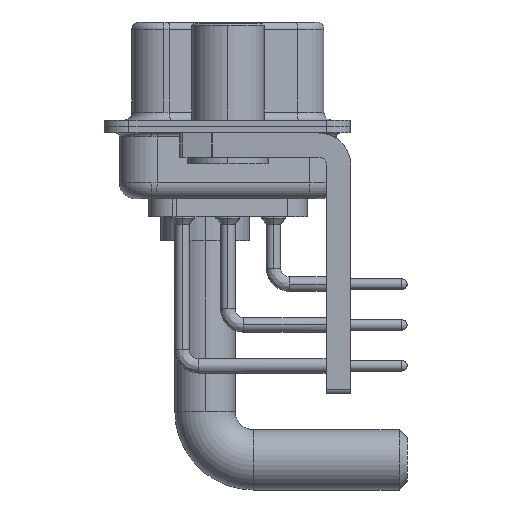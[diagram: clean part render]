
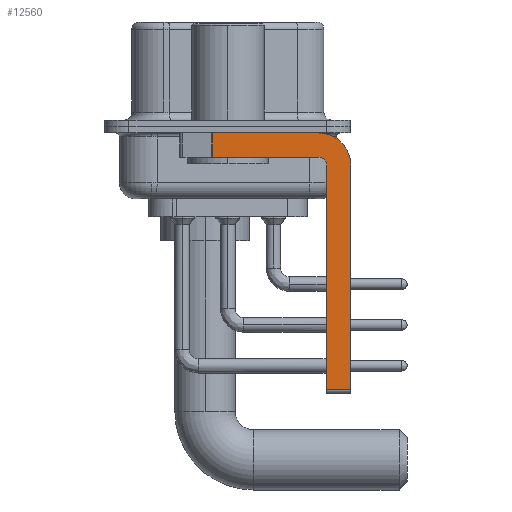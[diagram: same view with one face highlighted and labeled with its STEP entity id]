
A CAD part, left-side view. The second image highlights one B-rep face of the part: STEP entity #12560.
In plain terms, the highlighted planar face has unit normal (-1, 0, 0).
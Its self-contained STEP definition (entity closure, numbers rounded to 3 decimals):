
#89 = DIRECTION ( 'NONE',  ( 0., 0., 1. ) ) ;
#433 = CARTESIAN_POINT ( 'NONE',  ( -2.9, 0.978, -1.9 ) ) ;
#810 = DIRECTION ( 'NONE',  ( 0., -1., 0. ) ) ;
#1035 = DIRECTION ( 'NONE',  ( -1., 0., 0. ) ) ;
#2326 = DIRECTION ( 'NONE',  ( 0., 1., 0. ) ) ;
#2605 = ORIENTED_EDGE ( 'NONE', *, *, #35153, .F. ) ;
#3100 = CARTESIAN_POINT ( 'NONE',  ( -2.9, 0.978, -0.4 ) ) ;
#3437 = ORIENTED_EDGE ( 'NONE', *, *, #3500, .T. ) ;
#3500 = EDGE_CURVE ( 'NONE', #12163, #8892, #18402, .T. ) ;
#3931 = VERTEX_POINT ( 'NONE', #5659 ) ;
#4279 = CARTESIAN_POINT ( 'NONE',  ( -2.9, -5.65, -2.4 ) ) ;
#4366 = LINE ( 'NONE', #20133, #18598 ) ;
#4754 = EDGE_CURVE ( 'NONE', #24092, #8892, #26831, .T. ) ;
#5659 = CARTESIAN_POINT ( 'NONE',  ( -2.9, -5.65, -1.9 ) ) ;
#5682 = DIRECTION ( 'NONE',  ( 0., 0., -1. ) ) ;
#5867 = AXIS2_PLACEMENT_3D ( 'NONE', #30806, #1035, #36910 ) ;
#5914 = DIRECTION ( 'NONE',  ( 0., 0., -1. ) ) ;
#6478 = VECTOR ( 'NONE', #30899, 1000. ) ;
#7586 = AXIS2_PLACEMENT_3D ( 'NONE', #11381, #14919, #5914 ) ;
#8300 = EDGE_CURVE ( 'NONE', #12163, #32180, #33193, .T. ) ;
#8892 = VERTEX_POINT ( 'NONE', #11544 ) ;
#9605 = CIRCLE ( 'NONE', #5867, 0.5 ) ;
#9614 = ORIENTED_EDGE ( 'NONE', *, *, #4754, .F. ) ;
#10905 = DIRECTION ( 'NONE',  ( 1., 0., 0. ) ) ;
#10910 = VECTOR ( 'NONE', #810, 1000. ) ;
#11381 = CARTESIAN_POINT ( 'NONE',  ( -2.9, -5.65, -2.4 ) ) ;
#11544 = CARTESIAN_POINT ( 'NONE',  ( -2.9, -7.65, -16.35 ) ) ;
#12163 = VERTEX_POINT ( 'NONE', #13926 ) ;
#12441 = CARTESIAN_POINT ( 'NONE',  ( -2.9, -6.15, -16.6 ) ) ;
#12560 = ADVANCED_FACE ( 'NONE', ( #22870 ), #28353, .F. ) ;
#13262 = DIRECTION ( 'NONE',  ( 0., 0., -1. ) ) ;
#13381 = VECTOR ( 'NONE', #5682, 1000. ) ;
#13926 = CARTESIAN_POINT ( 'NONE',  ( -2.9, -6.15, -16.35 ) ) ;
#14702 = CARTESIAN_POINT ( 'NONE',  ( -2.9, -5.65, -16.35 ) ) ;
#14919 = DIRECTION ( 'NONE',  ( 1., 0., 0. ) ) ;
#15312 = EDGE_CURVE ( 'NONE', #16830, #24092, #24479, .T. ) ;
#15980 = VERTEX_POINT ( 'NONE', #3100 ) ;
#16811 = ORIENTED_EDGE ( 'NONE', *, *, #18498, .F. ) ;
#16830 = VERTEX_POINT ( 'NONE', #17666 ) ;
#17285 = CARTESIAN_POINT ( 'NONE',  ( -2.9, -6.15, -2.4 ) ) ;
#17666 = CARTESIAN_POINT ( 'NONE',  ( -2.9, -5.65, -0.4 ) ) ;
#17943 = ORIENTED_EDGE ( 'NONE', *, *, #8300, .F. ) ;
#18222 = VERTEX_POINT ( 'NONE', #433 ) ;
#18402 = LINE ( 'NONE', #14702, #20782 ) ;
#18498 = EDGE_CURVE ( 'NONE', #15980, #16830, #31177, .T. ) ;
#18598 = VECTOR ( 'NONE', #2326, 1000. ) ;
#18943 = CARTESIAN_POINT ( 'NONE',  ( -2.9, 0.978, -1.9 ) ) ;
#20133 = CARTESIAN_POINT ( 'NONE',  ( -2.9, -5.65, -1.9 ) ) ;
#20782 = VECTOR ( 'NONE', #24304, 1000. ) ;
#21324 = CARTESIAN_POINT ( 'NONE',  ( -2.9, -7.65, -2.4 ) ) ;
#22870 = FACE_OUTER_BOUND ( 'NONE', #26631, .T. ) ;
#24092 = VERTEX_POINT ( 'NONE', #31788 ) ;
#24304 = DIRECTION ( 'NONE',  ( 0., -1., 0. ) ) ;
#24479 = CIRCLE ( 'NONE', #7586, 2. ) ;
#24965 = AXIS2_PLACEMENT_3D ( 'NONE', #4279, #10905, #13262 ) ;
#26443 = ORIENTED_EDGE ( 'NONE', *, *, #31472, .T. ) ;
#26631 = EDGE_LOOP ( 'NONE', ( #16811, #26443, #2605, #36617, #17943, #3437, #9614, #30690 ) ) ;
#26831 = LINE ( 'NONE', #21324, #13381 ) ;
#27861 = CARTESIAN_POINT ( 'NONE',  ( -2.9, 3., -0.4 ) ) ;
#27911 = VECTOR ( 'NONE', #89, 1000. ) ;
#28353 = PLANE ( 'NONE',  #24965 ) ;
#30036 = EDGE_CURVE ( 'NONE', #32180, #3931, #9605, .T. ) ;
#30323 = LINE ( 'NONE', #18943, #6478 ) ;
#30690 = ORIENTED_EDGE ( 'NONE', *, *, #15312, .F. ) ;
#30806 = CARTESIAN_POINT ( 'NONE',  ( -2.9, -5.65, -2.4 ) ) ;
#30899 = DIRECTION ( 'NONE',  ( 0., 0., -1. ) ) ;
#31177 = LINE ( 'NONE', #27861, #10910 ) ;
#31472 = EDGE_CURVE ( 'NONE', #15980, #18222, #30323, .T. ) ;
#31788 = CARTESIAN_POINT ( 'NONE',  ( -2.9, -7.65, -2.4 ) ) ;
#32180 = VERTEX_POINT ( 'NONE', #17285 ) ;
#33193 = LINE ( 'NONE', #12441, #27911 ) ;
#35153 = EDGE_CURVE ( 'NONE', #3931, #18222, #4366, .T. ) ;
#36617 = ORIENTED_EDGE ( 'NONE', *, *, #30036, .F. ) ;
#36910 = DIRECTION ( 'NONE',  ( 0., 0., 1. ) ) ;
